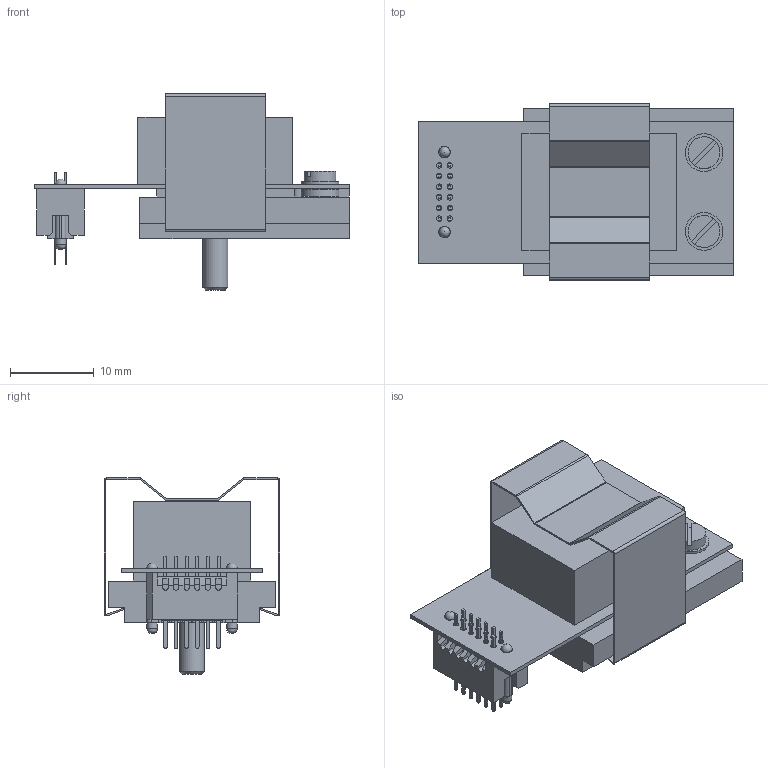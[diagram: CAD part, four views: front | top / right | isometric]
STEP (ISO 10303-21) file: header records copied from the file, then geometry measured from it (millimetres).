
FILE_DESCRIPTION(/* description */ (''),/* implementation_level */ '2;1');
FILE_NAME(/* name */ 'CERN_FEASTMP_V3_KIT_Part1.stp',/* time_stamp */ '2015-03-24T13:20:37+01:00',/* author */ ('admchouv'),/* organization */ (''),/* preprocessor_version */ 'ST-DEVELOPER v15.5',/* originating_system */ 'AutoCAD Mechanical',/* authorisation */ '');
FILE_SCHEMA (('AUTOMOTIVE_DESIGN { 1 0 10303 214 3 1 1 }'));
Length unit declared in the file: millimetre
Products named in the file (1): Product
Bounding box: 37.57 x 21 x 23.4 mm (x, y, z)
Volume: 5461.1 mm3; surface area: 7119.6 mm2
Topology: 50 solids, 50 shells, 565 faces, 1374 edges, 904 vertices
Faces by surface type: plane 442, cylinder 98, cone 18, torus 3, sphere 2, bspline 2
Full cylindrical faces by diameter (mm): 0.457 x12, 0.65 x12, 1.27 x4, 2 x4, 2.2 x4, 2.5 x2, 3 x1, 3.1 x1, 3.8 x2, 4.5 x4, 5.5 x2
Entity records: 16111 total; most frequent: CARTESIAN_POINT 2829, DIRECTION 2644, ORIENTED_EDGE 2582, EDGE_CURVE 1291, LINE 1038, VECTOR 1038, VERTEX_POINT 892, AXIS2_PLACEMENT_3D 803
